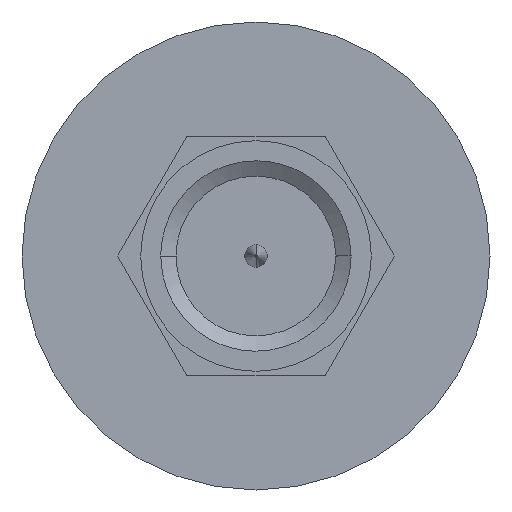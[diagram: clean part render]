
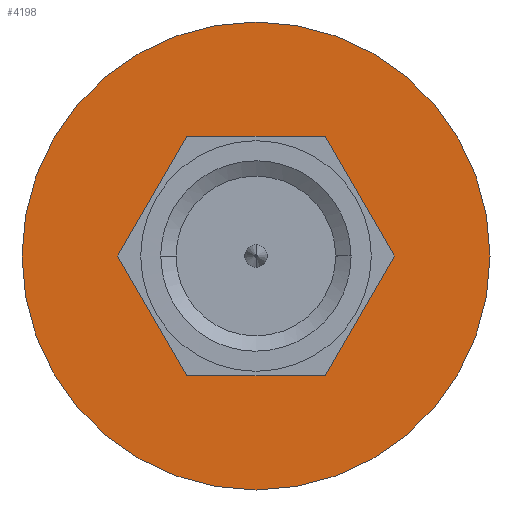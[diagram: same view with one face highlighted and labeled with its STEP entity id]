
A CAD part, front view. The second image highlights one B-rep face of the part: STEP entity #4198.
In plain terms, the highlighted planar face has unit normal (0, -1, 0).
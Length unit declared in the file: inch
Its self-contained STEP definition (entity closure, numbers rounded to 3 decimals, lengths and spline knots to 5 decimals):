
#860 = DIRECTION ( 'NONE',  ( 0., 0., 1. ) ) ;
#861 = DIRECTION ( 'NONE',  ( 0., 1., 0. ) ) ;
#862 = CARTESIAN_POINT ( 'NONE',  ( 0., 0., 0. ) ) ;
#863 = AXIS2_PLACEMENT_3D ( 'NONE', #862, #861, #860 ) ;
#864 = PLANE ( 'NONE',  #863 ) ;
#865 = FACE_BOUND ( 'NONE', #3266, .T. ) ;
#866 = FACE_OUTER_BOUND ( 'NONE', #4193, .T. ) ;
#981 = EDGE_CURVE ( 'NONE', #3434, #3403, #1402, .T. ) ;
#982 = ORIENTED_EDGE ( 'NONE', *, *, #3447, .F. ) ;
#1398 = DIRECTION ( 'NONE',  ( 0., 0., 1. ) ) ;
#1399 = DIRECTION ( 'NONE',  ( 0., -1., 0. ) ) ;
#1400 = CARTESIAN_POINT ( 'NONE',  ( 0., 0., 0. ) ) ;
#1401 = AXIS2_PLACEMENT_3D ( 'NONE', #1400, #1399, #1398 ) ;
#1402 = CIRCLE ( 'NONE', #1401, 0.124 ) ;
#2048 = DIRECTION ( 'NONE',  ( 0., 0., -1. ) ) ;
#2049 = DIRECTION ( 'NONE',  ( 0., -1., 0. ) ) ;
#2050 = CARTESIAN_POINT ( 'NONE',  ( 0., 0., 0. ) ) ;
#2051 = AXIS2_PLACEMENT_3D ( 'NONE', #2050, #2049, #2048 ) ;
#2052 = CIRCLE ( 'NONE', #2051, 0.3075 ) ;
#2280 = CARTESIAN_POINT ( 'NONE',  ( 0., 0., -0.124 ) ) ;
#2295 = CARTESIAN_POINT ( 'NONE',  ( 0., 0., 0. ) ) ;
#2302 = CARTESIAN_POINT ( 'NONE',  ( 0., 0., 0.3075 ) ) ;
#2356 = CARTESIAN_POINT ( 'NONE',  ( 0., 0., 0.124 ) ) ;
#2357 = CARTESIAN_POINT ( 'NONE',  ( 0., 0., -0.3075 ) ) ;
#2358 = DIRECTION ( 'NONE',  ( 0., 0., -1. ) ) ;
#2359 = DIRECTION ( 'NONE',  ( 0., -1., 0. ) ) ;
#2360 = AXIS2_PLACEMENT_3D ( 'NONE', #2295, #2359, #2358 ) ;
#2361 = CIRCLE ( 'NONE', #2360, 0.3075 ) ;
#2385 = DIRECTION ( 'NONE',  ( 0., 0., 1. ) ) ;
#2386 = DIRECTION ( 'NONE',  ( 0., -1., 0. ) ) ;
#2387 = CARTESIAN_POINT ( 'NONE',  ( 0., 0., 0. ) ) ;
#2388 = AXIS2_PLACEMENT_3D ( 'NONE', #2387, #2386, #2385 ) ;
#2389 = CIRCLE ( 'NONE', #2388, 0.124 ) ;
#3265 = ORIENTED_EDGE ( 'NONE', *, *, #981, .F. ) ;
#3266 = EDGE_LOOP ( 'NONE', ( #3265, #982 ) ) ;
#3267 = ORIENTED_EDGE ( 'NONE', *, *, #3275, .T. ) ;
#3275 = EDGE_CURVE ( 'NONE', #3427, #3432, #2052, .T. ) ;
#3403 = VERTEX_POINT ( 'NONE', #2280 ) ;
#3427 = VERTEX_POINT ( 'NONE', #2302 ) ;
#3431 = EDGE_CURVE ( 'NONE', #3432, #3427, #2361, .T. ) ;
#3432 = VERTEX_POINT ( 'NONE', #2357 ) ;
#3434 = VERTEX_POINT ( 'NONE', #2356 ) ;
#3447 = EDGE_CURVE ( 'NONE', #3403, #3434, #2389, .T. ) ;
#4193 = EDGE_LOOP ( 'NONE', ( #4199, #3267 ) ) ;
#4198 = ADVANCED_FACE ( 'NONE', ( #866, #865 ), #864, .F. ) ;
#4199 = ORIENTED_EDGE ( 'NONE', *, *, #3431, .T. ) ;
